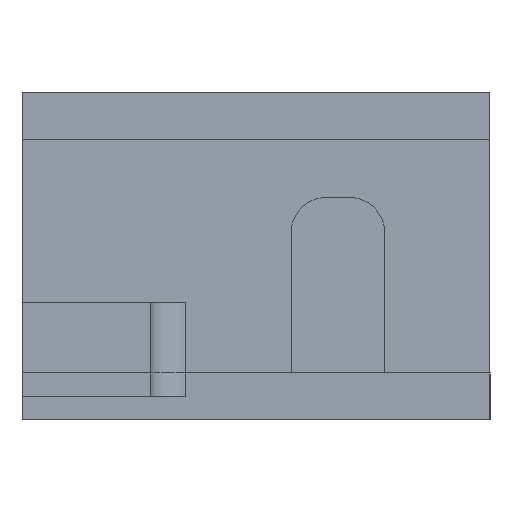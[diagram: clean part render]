
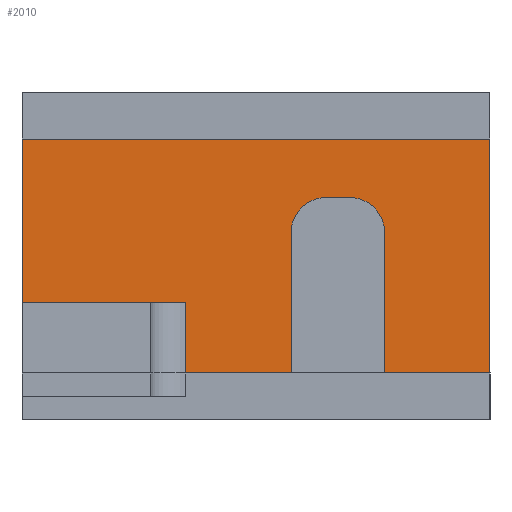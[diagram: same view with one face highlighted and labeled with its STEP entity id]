
A CAD part, left-side view. The second image highlights one B-rep face of the part: STEP entity #2010.
In plain terms, the highlighted planar face has unit normal (-1, 0, 0).
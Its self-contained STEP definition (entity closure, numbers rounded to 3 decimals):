
#126=FACE_OUTER_BOUND('',#232,.T.);
#232=EDGE_LOOP('',(#1489,#1490,#1491,#1492,#1493,#1494,#1495,#1496,#1497,
#1498,#1499,#1500));
#349=CIRCLE('',#2155,3.);
#350=CIRCLE('',#2156,3.);
#416=LINE('',#2904,#640);
#420=LINE('',#2914,#644);
#455=LINE('',#2994,#679);
#480=LINE('',#3052,#704);
#485=LINE('',#3062,#709);
#486=LINE('',#3066,#710);
#487=LINE('',#3069,#711);
#488=LINE('',#3071,#712);
#489=LINE('',#3073,#713);
#490=LINE('',#3074,#714);
#640=VECTOR('',#2317,10.);
#644=VECTOR('',#2325,10.);
#679=VECTOR('',#2396,10.);
#704=VECTOR('',#2449,10.);
#709=VECTOR('',#2460,10.);
#710=VECTOR('',#2463,10.);
#711=VECTOR('',#2466,10.);
#712=VECTOR('',#2467,10.);
#713=VECTOR('',#2468,10.);
#714=VECTOR('',#2469,10.);
#866=VERTEX_POINT('',#2901);
#867=VERTEX_POINT('',#2903);
#870=VERTEX_POINT('',#2911);
#871=VERTEX_POINT('',#2913);
#897=VERTEX_POINT('',#2990);
#917=VERTEX_POINT('',#3051);
#919=VERTEX_POINT('',#3061);
#920=VERTEX_POINT('',#3063);
#921=VERTEX_POINT('',#3065);
#922=VERTEX_POINT('',#3067);
#923=VERTEX_POINT('',#3070);
#924=VERTEX_POINT('',#3072);
#1061=EDGE_CURVE('',#866,#867,#416,.T.);
#1066=EDGE_CURVE('',#870,#871,#420,.T.);
#1108=EDGE_CURVE('',#871,#897,#455,.T.);
#1136=EDGE_CURVE('',#917,#897,#480,.T.);
#1141=EDGE_CURVE('',#870,#919,#485,.T.);
#1142=EDGE_CURVE('',#920,#919,#349,.T.);
#1143=EDGE_CURVE('',#920,#921,#486,.T.);
#1144=EDGE_CURVE('',#922,#921,#350,.T.);
#1145=EDGE_CURVE('',#922,#867,#487,.T.);
#1146=EDGE_CURVE('',#923,#866,#488,.T.);
#1147=EDGE_CURVE('',#924,#923,#489,.T.);
#1148=EDGE_CURVE('',#924,#917,#490,.T.);
#1489=ORIENTED_EDGE('',*,*,#1108,.F.);
#1490=ORIENTED_EDGE('',*,*,#1066,.F.);
#1491=ORIENTED_EDGE('',*,*,#1141,.T.);
#1492=ORIENTED_EDGE('',*,*,#1142,.F.);
#1493=ORIENTED_EDGE('',*,*,#1143,.T.);
#1494=ORIENTED_EDGE('',*,*,#1144,.F.);
#1495=ORIENTED_EDGE('',*,*,#1145,.T.);
#1496=ORIENTED_EDGE('',*,*,#1061,.F.);
#1497=ORIENTED_EDGE('',*,*,#1146,.F.);
#1498=ORIENTED_EDGE('',*,*,#1147,.F.);
#1499=ORIENTED_EDGE('',*,*,#1148,.T.);
#1500=ORIENTED_EDGE('',*,*,#1136,.T.);
#1935=PLANE('',#2154);
#2010=ADVANCED_FACE('',(#126),#1935,.T.);
#2154=AXIS2_PLACEMENT_3D('',#3060,#2458,#2459);
#2155=AXIS2_PLACEMENT_3D('',#3064,#2461,#2462);
#2156=AXIS2_PLACEMENT_3D('',#3068,#2464,#2465);
#2317=DIRECTION('',(0.,1.,0.));
#2325=DIRECTION('',(0.,1.,0.));
#2396=DIRECTION('',(0.,0.,1.));
#2449=DIRECTION('',(0.,-1.,0.));
#2458=DIRECTION('center_axis',(-1.,0.,0.));
#2459=DIRECTION('ref_axis',(0.,1.,0.));
#2460=DIRECTION('',(0.,0.,1.));
#2461=DIRECTION('center_axis',(-1.,0.,0.));
#2462=DIRECTION('ref_axis',(0.,0.707,0.707));
#2463=DIRECTION('',(0.,-1.,0.));
#2464=DIRECTION('center_axis',(-1.,0.,0.));
#2465=DIRECTION('ref_axis',(0.,-0.707,0.707));
#2466=DIRECTION('',(0.,0.,-1.));
#2467=DIRECTION('',(0.,0.,-1.));
#2468=DIRECTION('',(0.,-1.,0.));
#2469=DIRECTION('',(0.,0.,-1.));
#2901=CARTESIAN_POINT('',(-3.,-38.,-20.));
#2903=CARTESIAN_POINT('',(-3.,-29.,-20.));
#2904=CARTESIAN_POINT('',(-3.,-38.,-20.));
#2911=CARTESIAN_POINT('',(-3.,-21.,-20.));
#2913=CARTESIAN_POINT('',(-3.,-12.,-20.));
#2914=CARTESIAN_POINT('',(-3.,-38.,-20.));
#2990=CARTESIAN_POINT('',(-3.,-12.,-14.));
#2994=CARTESIAN_POINT('',(-3.,-12.,-10.));
#3051=CARTESIAN_POINT('',(-3.,2.,-14.));
#3052=CARTESIAN_POINT('',(-3.,-18.,-14.));
#3060=CARTESIAN_POINT('Origin',(-3.,-38.,0.));
#3061=CARTESIAN_POINT('',(-3.,-21.,-8.));
#3062=CARTESIAN_POINT('',(-3.,-21.,-10.));
#3063=CARTESIAN_POINT('',(-3.,-24.,-5.));
#3064=CARTESIAN_POINT('Origin',(-3.,-24.,-8.));
#3065=CARTESIAN_POINT('',(-3.,-26.,-5.));
#3066=CARTESIAN_POINT('',(-3.,-31.5,-5.));
#3067=CARTESIAN_POINT('',(-3.,-29.,-8.));
#3068=CARTESIAN_POINT('Origin',(-3.,-26.,-8.));
#3069=CARTESIAN_POINT('',(-3.,-29.,-10.));
#3070=CARTESIAN_POINT('',(-3.,-38.,0.));
#3071=CARTESIAN_POINT('',(-3.,-38.,0.));
#3072=CARTESIAN_POINT('',(-3.,2.,0.));
#3073=CARTESIAN_POINT('',(-3.,-28.,0.));
#3074=CARTESIAN_POINT('',(-3.,2.,0.));
